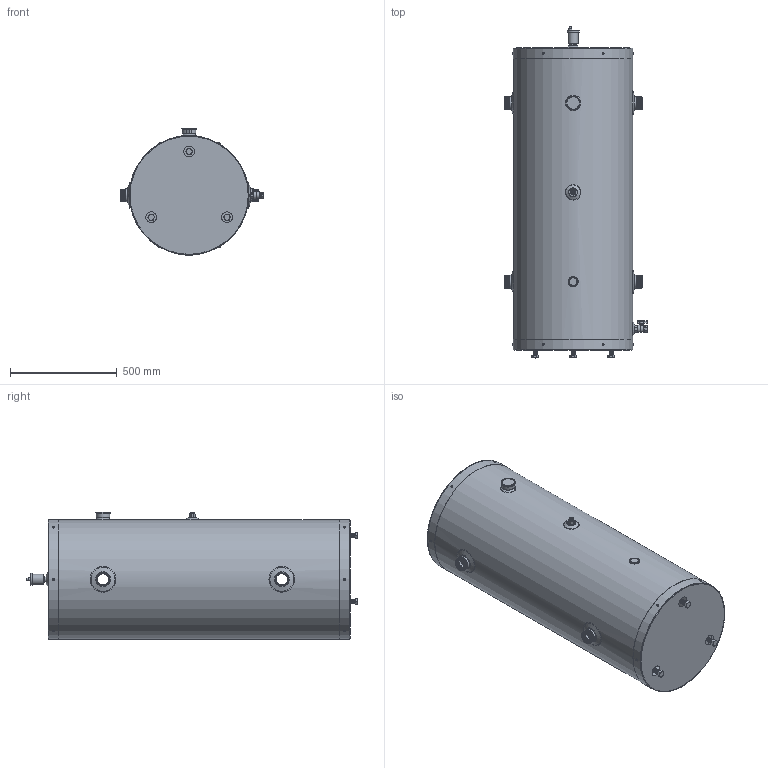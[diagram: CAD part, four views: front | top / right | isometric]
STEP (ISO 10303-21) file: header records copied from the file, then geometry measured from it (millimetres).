
FILE_DESCRIPTION (( 'STEP AP214' ), '1' );
FILE_NAME ('BUFFMAX 50G.STEP', '2017-07-13T20:10:56', ( '' ), ( '' ), 'SwSTEP 2.0', 'SolidWorks 2017', '' );
FILE_SCHEMA (( 'AUTOMOTIVE_DESIGN' ));
Length unit declared in the file: inch
Products named in the file (1): BUFFMAX 50G
Bounding box: 674.74 x 1556.64 x 600 mm (x, y, z)
Volume: 3040875.4 mm3; surface area: 6791144.1 mm2
Topology: 44 solids, 44 shells, 1757 faces, 3903 edges, 2285 vertices
Faces by surface type: cone 612, plane 570, cylinder 421, bspline 88, torus 53, sphere 13
Full cylindrical faces by diameter (mm): 3.566 x176, 4.826 x16, 5.613 x12, 9.474 x16, 11.112 x1, 11.113 x1, 12.065 x1, 12.7 x1, 13.97 x1, 14.097 x1, 14.287 x1, 15.037 x1, 18.859 x2, 19.05 x72, 21.336 x1, 21.59 x2, 22.035 x2, 23.012 x2, 25.4 x4, 33.655 x1, 35.56 x1, 38.1 x2, 46.99 x1, 47.625 x1, 50.8 x3, 52.502 x4, 55.245 x1, 57.785 x1, 60.325 x9, 62.738 x1
Entity records: 107766 total; most frequent: CARTESIAN_POINT 49957, DIRECTION 7132, ORIENTED_EDGE 5832, AXIS2_PLACEMENT_3D 2948, EDGE_CURVE 2916, EDGE_LOOP 2824, VERTEX_POINT 2238, FACE_OUTER_BOUND 2147
